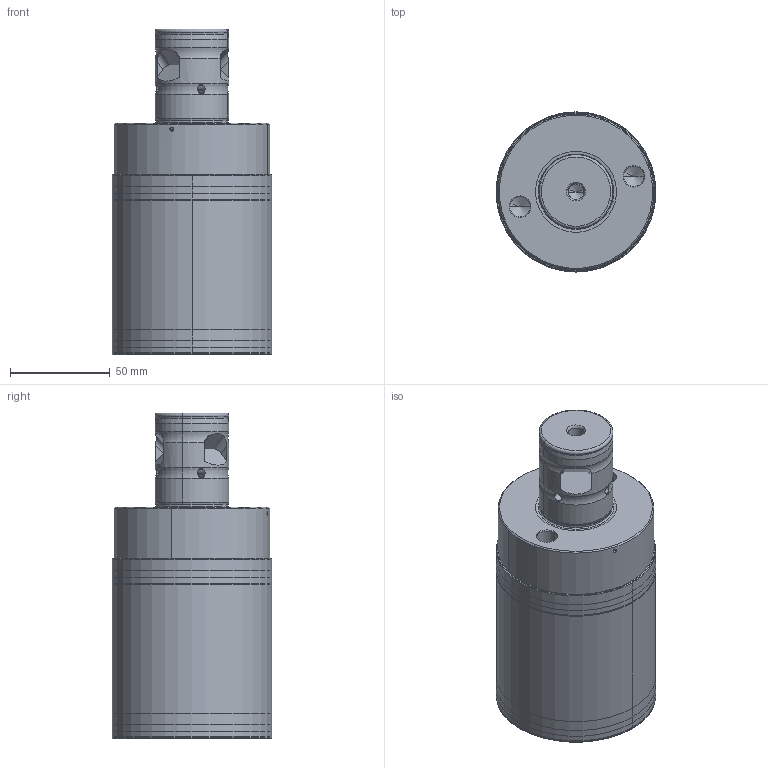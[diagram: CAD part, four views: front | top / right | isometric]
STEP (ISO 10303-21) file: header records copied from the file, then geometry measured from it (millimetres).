
FILE_DESCRIPTION((''),'2;1');
FILE_NAME('22J3C080090Z5R00','2015-10-30T',('machinek'),(''),'PRO/ENGINEER BY PARAMETRIC TECHNOLOGY CORPORATION, 2011490','PRO/ENGINEER BY PARAMETRIC TECHNOLOGY CORPORATION, 2011490','');
FILE_SCHEMA(('AUTOMOTIVE_DESIGN { 1 2 10303 214 0 1 1 1 }'));
Length unit declared in the file: millimetre
Products named in the file (3): NOCUT; CUT; 22J3C080090Z5R00
Assembly tree (2 placements, depth 2):
  22J3C080090Z5R00
    NOCUT
    CUT
Bounding box: 80 x 80 x 163 mm (x, y, z)
Volume: 752840.4 mm3; surface area: 92948.8 mm2
Topology: 2 solids, 2 shells, 166 faces, 388 edges, 223 vertices
Faces by surface type: revolution 60, cone 38, cylinder 36, torus 16, plane 16
Entity records: 10632 total; most frequent: CARTESIAN_POINT 5640, ORIENTED_EDGE 750, DIRECTION 728, PRESENTATION_STYLE_ASSIGNMENT 386, STYLED_ITEM 386, CURVE_STYLE 384, EDGE_CURVE 375, AXIS2_PLACEMENT_3D 288
